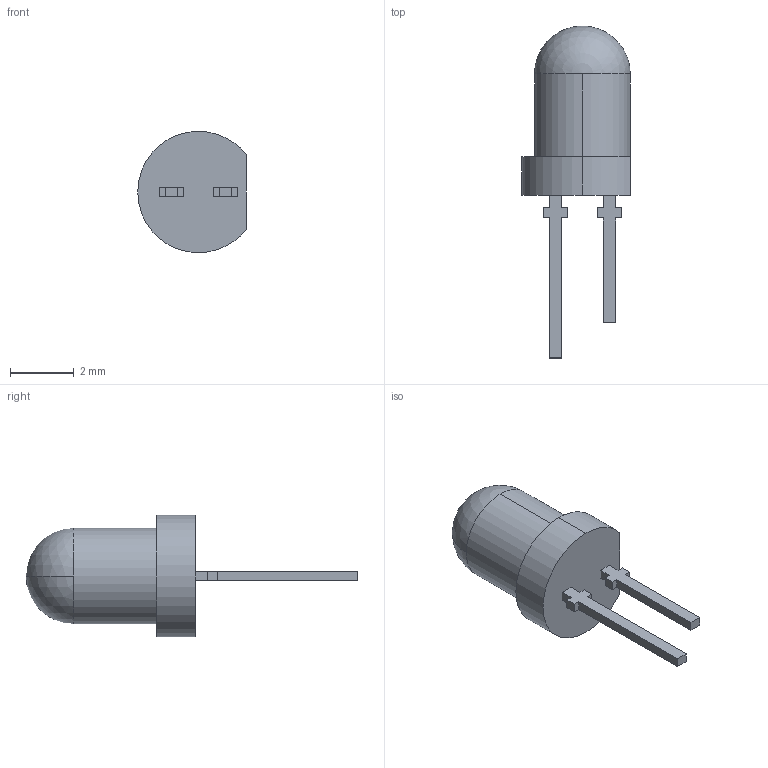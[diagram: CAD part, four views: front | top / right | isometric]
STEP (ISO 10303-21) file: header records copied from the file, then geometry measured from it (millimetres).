
FILE_DESCRIPTION (( 'STEP AP214' ), '1' );
FILE_NAME ('3mm LED.STEP', '2017-11-10T01:49:35', ( '' ), ( '' ), 'SwSTEP 2.0', 'SolidWorks 2016', '' );
FILE_SCHEMA (( 'AUTOMOTIVE_DESIGN' ));
Length unit declared in the file: millimetre
Products named in the file (1): 3mm LED
Bounding box: 3.4 x 10.4 x 3.8 mm (x, y, z)
Volume: 40.4 mm3; surface area: 92 mm2
Topology: 4 solids, 4 shells, 59 faces, 155 edges, 102 vertices
Faces by surface type: plane 50, cylinder 7, sphere 2
Entity records: 1957 total; most frequent: CARTESIAN_POINT 315, ORIENTED_EDGE 306, DIRECTION 292, EDGE_CURVE 153, LINE 134, VECTOR 134, VERTEX_POINT 102, AXIS2_PLACEMENT_3D 79
